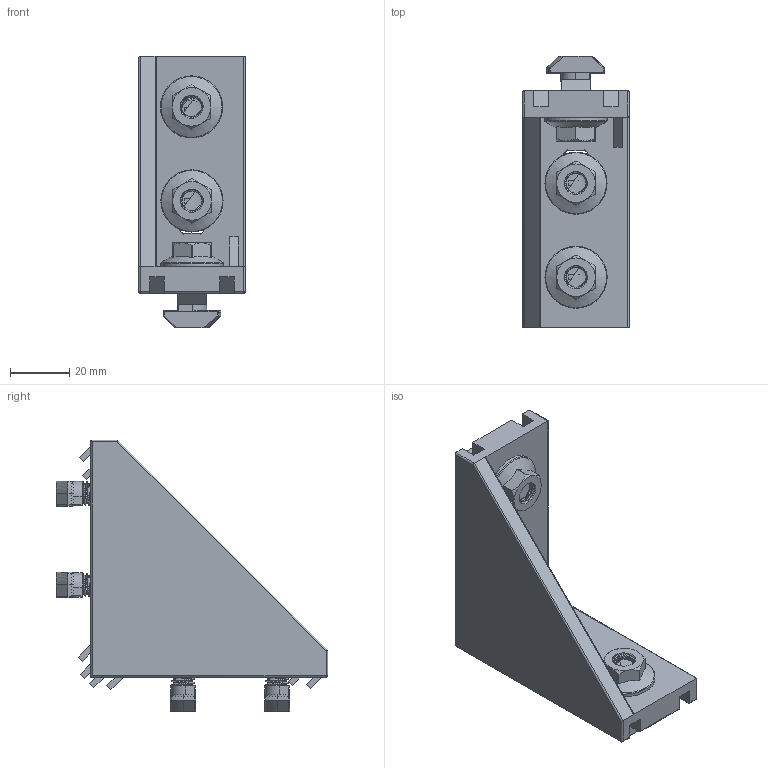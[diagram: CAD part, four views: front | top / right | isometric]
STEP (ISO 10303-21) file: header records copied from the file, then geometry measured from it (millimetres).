
FILE_DESCRIPTION (( 'STEP AP214' ), '1' );
FILE_NAME ('FB3K4080M.STEP', '2020-04-15T10:35:41', ( '' ), ( '' ), 'SwSTEP 2.0', 'SolidWorks 2014', '' );
FILE_SCHEMA (( 'AUTOMOTIVE_DESIGN' ));
Length unit declared in the file: millimetre
Products named in the file (1): FB3K4080M
Bounding box: 36 x 91.7 x 91.7 mm (x, y, z)
Surface area: 37522.8 mm2 (no closed solid volume)
Topology: 0 solids, 9 shells, 591 faces, 1708 edges, 1113 vertices
Faces by surface type: plane 362, cylinder 135, bspline 50, cone 44
Full cylindrical faces by diameter (mm): 21 x4
Entity records: 64375 total; most frequent: CARTESIAN_POINT 44534, ORIENTED_EDGE 3152, DIRECTION 2165, EDGE_CURVE 1630, VERTEX_POINT 1077, VECTOR 861, LINE 861, AXIS2_PLACEMENT_3D 652
